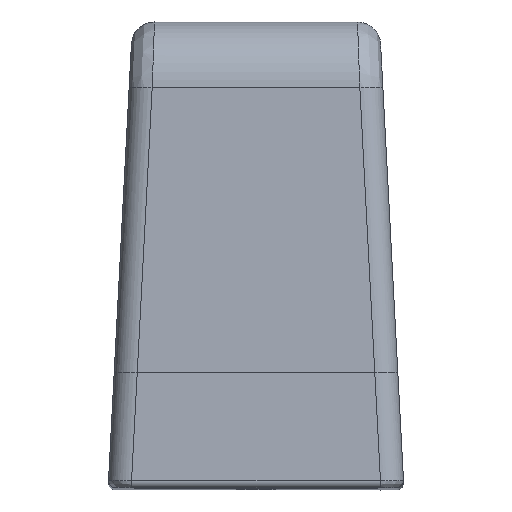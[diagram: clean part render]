
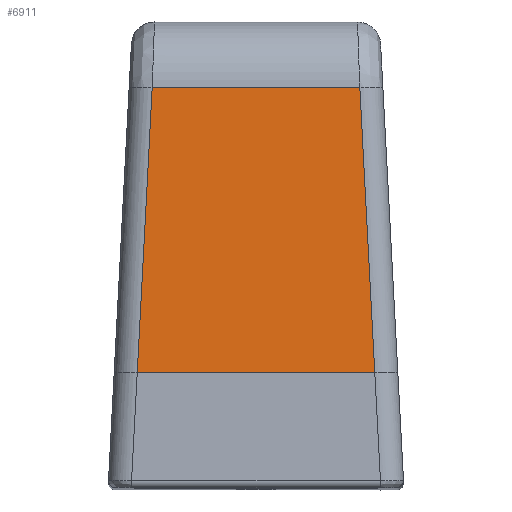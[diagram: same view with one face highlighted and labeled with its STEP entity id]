
A CAD part, top view. The second image highlights one B-rep face of the part: STEP entity #6911.
In plain terms, the highlighted planar face has unit normal (0, 0.052, 0.999).
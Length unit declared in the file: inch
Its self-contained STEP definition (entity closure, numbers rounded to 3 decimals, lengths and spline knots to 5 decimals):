
#1481 = FACE_OUTER_BOUND ( 'NONE', #6575, .T. ) ;
#1862 = EDGE_CURVE ( 'NONE', #6961, #6963, #7456, .T. ) ;
#1883 = EDGE_CURVE ( 'NONE', #6980, #6981, #7512, .T. ) ;
#1898 = EDGE_CURVE ( 'NONE', #6980, #6961, #7536, .T. ) ;
#1900 = EDGE_CURVE ( 'NONE', #6981, #6963, #7532, .T. ) ;
#6575 = EDGE_LOOP ( 'NONE', ( #6606, #6607, #6608, #6609 ) ) ;
#6606 = ORIENTED_EDGE ( 'NONE', *, *, #1900, .F. ) ;
#6607 = ORIENTED_EDGE ( 'NONE', *, *, #1883, .F. ) ;
#6608 = ORIENTED_EDGE ( 'NONE', *, *, #1898, .T. ) ;
#6609 = ORIENTED_EDGE ( 'NONE', *, *, #1862, .T. ) ;
#6911 = ADVANCED_FACE ( 'NONE', ( #1481 ), #19922, .T. ) ;
#6961 = VERTEX_POINT ( 'NONE', #20139 ) ;
#6963 = VERTEX_POINT ( 'NONE', #20141 ) ;
#6980 = VERTEX_POINT ( 'NONE', #20157 ) ;
#6981 = VERTEX_POINT ( 'NONE', #20158 ) ;
#7456 = LINE ( 'NONE', #11135, #7474 ) ;
#7474 = VECTOR ( 'NONE', #11136, 39.37008 ) ;
#7512 = LINE ( 'NONE', #11181, #7513 ) ;
#7513 = VECTOR ( 'NONE', #11182, 39.37008 ) ;
#7529 = VECTOR ( 'NONE', #11252, 39.37008 ) ;
#7532 = LINE ( 'NONE', #11256, #7538 ) ;
#7536 = LINE ( 'NONE', #11231, #7529 ) ;
#7538 = VECTOR ( 'NONE', #11257, 39.37008 ) ;
#11135 = CARTESIAN_POINT ( 'NONE',  ( -0.17692, 0.4865, 0.74222 ) ) ;
#11136 = DIRECTION ( 'NONE',  ( -0.052, -0.997, 0.052 ) ) ;
#11181 = CARTESIAN_POINT ( 'NONE',  ( 0.17678, 0.48913, 0.74208 ) ) ;
#11182 = DIRECTION ( 'NONE',  ( 0.052, -0.997, 0.052 ) ) ;
#11231 = CARTESIAN_POINT ( 'NONE',  ( -0.24173, 0.4865, 0.74222 ) ) ;
#11252 = DIRECTION ( 'NONE',  ( -1., 0., 0. ) ) ;
#11256 = CARTESIAN_POINT ( 'NONE',  ( -0.24173, 0., 0.76772 ) ) ;
#11257 = DIRECTION ( 'NONE',  ( -1., 0., 0. ) ) ;
#19920 = CARTESIAN_POINT ( 'NONE',  ( -0.24173, 0.59843, 0.73635 ) ) ;
#19922 = PLANE ( 'NONE',  #20486 ) ;
#19925 = DIRECTION ( 'NONE',  ( 0., 0.052, 0.999 ) ) ;
#19926 = DIRECTION ( 'NONE',  ( 0., -0.999, 0.052 ) ) ;
#20139 = CARTESIAN_POINT ( 'NONE',  ( -0.17692, 0.4865, 0.74222 ) ) ;
#20141 = CARTESIAN_POINT ( 'NONE',  ( -0.20242, 0., 0.76772 ) ) ;
#20157 = CARTESIAN_POINT ( 'NONE',  ( 0.17692, 0.4865, 0.74222 ) ) ;
#20158 = CARTESIAN_POINT ( 'NONE',  ( 0.20242, 0., 0.76772 ) ) ;
#20486 = AXIS2_PLACEMENT_3D ( 'NONE', #19920, #19925, #19926 ) ;
